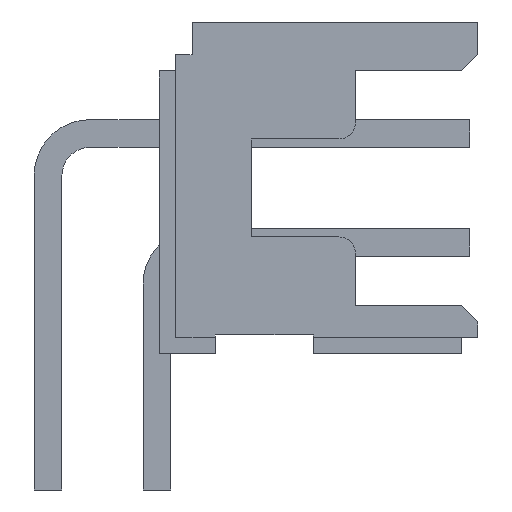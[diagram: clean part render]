
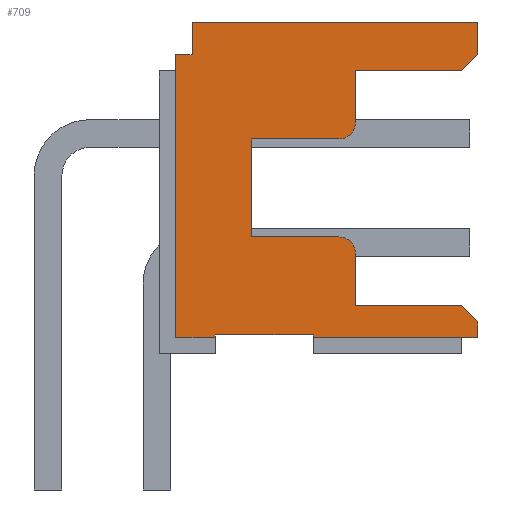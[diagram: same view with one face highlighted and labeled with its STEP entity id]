
A CAD part, left-side view. The second image highlights one B-rep face of the part: STEP entity #709.
In plain terms, the highlighted planar face has unit normal (-1, 0, 0).
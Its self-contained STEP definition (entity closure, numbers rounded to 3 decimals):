
#281 = VERTEX_POINT('',#282);
#282 = CARTESIAN_POINT('',(-4.,2.971,0.35));
#288 = EDGE_CURVE('',#289,#281,#291,.T.);
#289 = VERTEX_POINT('',#290);
#290 = CARTESIAN_POINT('',(-4.,2.971,0.3));
#291 = LINE('',#292,#293);
#292 = CARTESIAN_POINT('',(-4.,2.971,0.3));
#293 = VECTOR('',#294,1.);
#294 = DIRECTION('',(0.,0.,1.));
#435 = EDGE_CURVE('',#436,#289,#438,.T.);
#436 = VERTEX_POINT('',#437);
#437 = CARTESIAN_POINT('',(-4.,-0.049,0.3));
#438 = LINE('',#439,#440);
#439 = CARTESIAN_POINT('',(-4.,-0.049,0.3));
#440 = VECTOR('',#441,1.);
#441 = DIRECTION('',(0.,1.,0.));
#709 = ADVANCED_FACE('',(#710),#874,.T.);
#710 = FACE_BOUND('',#711,.F.);
#711 = EDGE_LOOP('',(#712,#713,#721,#729,#737,#745,#753,#761,#769,#777,
    #785,#793,#801,#810,#818,#826,#834,#843,#851,#859,#867,#873));
#712 = ORIENTED_EDGE('',*,*,#288,.T.);
#713 = ORIENTED_EDGE('',*,*,#714,.T.);
#714 = EDGE_CURVE('',#281,#715,#717,.T.);
#715 = VERTEX_POINT('',#716);
#716 = CARTESIAN_POINT('',(-4.,4.771,0.35));
#717 = LINE('',#718,#719);
#718 = CARTESIAN_POINT('',(-4.,2.971,0.35));
#719 = VECTOR('',#720,1.);
#720 = DIRECTION('',(0.,1.,0.));
#721 = ORIENTED_EDGE('',*,*,#722,.F.);
#722 = EDGE_CURVE('',#723,#715,#725,.T.);
#723 = VERTEX_POINT('',#724);
#724 = CARTESIAN_POINT('',(-4.,4.771,0.3));
#725 = LINE('',#726,#727);
#726 = CARTESIAN_POINT('',(-4.,4.771,0.3));
#727 = VECTOR('',#728,1.);
#728 = DIRECTION('',(0.,0.,1.));
#729 = ORIENTED_EDGE('',*,*,#730,.T.);
#730 = EDGE_CURVE('',#723,#731,#733,.T.);
#731 = VERTEX_POINT('',#732);
#732 = CARTESIAN_POINT('',(-4.,5.501,0.3));
#733 = LINE('',#734,#735);
#734 = CARTESIAN_POINT('',(-4.,4.771,0.3));
#735 = VECTOR('',#736,1.);
#736 = DIRECTION('',(0.,1.,0.));
#737 = ORIENTED_EDGE('',*,*,#738,.F.);
#738 = EDGE_CURVE('',#739,#731,#741,.T.);
#739 = VERTEX_POINT('',#740);
#740 = CARTESIAN_POINT('',(-4.,5.501,5.5));
#741 = LINE('',#742,#743);
#742 = CARTESIAN_POINT('',(-4.,5.501,5.5));
#743 = VECTOR('',#744,1.);
#744 = DIRECTION('',(0.,0.,-1.));
#745 = ORIENTED_EDGE('',*,*,#746,.F.);
#746 = EDGE_CURVE('',#747,#739,#749,.T.);
#747 = VERTEX_POINT('',#748);
#748 = CARTESIAN_POINT('',(-4.,5.201,5.5));
#749 = LINE('',#750,#751);
#750 = CARTESIAN_POINT('',(-4.,5.201,5.5));
#751 = VECTOR('',#752,1.);
#752 = DIRECTION('',(0.,1.,0.));
#753 = ORIENTED_EDGE('',*,*,#754,.F.);
#754 = EDGE_CURVE('',#755,#747,#757,.T.);
#755 = VERTEX_POINT('',#756);
#756 = CARTESIAN_POINT('',(-4.,5.201,6.1));
#757 = LINE('',#758,#759);
#758 = CARTESIAN_POINT('',(-4.,5.201,6.1));
#759 = VECTOR('',#760,1.);
#760 = DIRECTION('',(0.,0.,-1.));
#761 = ORIENTED_EDGE('',*,*,#762,.F.);
#762 = EDGE_CURVE('',#763,#755,#765,.T.);
#763 = VERTEX_POINT('',#764);
#764 = CARTESIAN_POINT('',(-4.,-0.049,6.1));
#765 = LINE('',#766,#767);
#766 = CARTESIAN_POINT('',(-4.,-0.049,6.1));
#767 = VECTOR('',#768,1.);
#768 = DIRECTION('',(0.,1.,0.));
#769 = ORIENTED_EDGE('',*,*,#770,.F.);
#770 = EDGE_CURVE('',#771,#763,#773,.T.);
#771 = VERTEX_POINT('',#772);
#772 = CARTESIAN_POINT('',(-4.,-0.049,5.51));
#773 = LINE('',#774,#775);
#774 = CARTESIAN_POINT('',(-4.,-0.049,5.51));
#775 = VECTOR('',#776,1.);
#776 = DIRECTION('',(0.,0.,1.));
#777 = ORIENTED_EDGE('',*,*,#778,.F.);
#778 = EDGE_CURVE('',#779,#771,#781,.T.);
#779 = VERTEX_POINT('',#780);
#780 = CARTESIAN_POINT('',(-4.,0.251,5.21));
#781 = LINE('',#782,#783);
#782 = CARTESIAN_POINT('',(-4.,0.251,5.21));
#783 = VECTOR('',#784,1.);
#784 = DIRECTION('',(0.,-0.707,0.707
    ));
#785 = ORIENTED_EDGE('',*,*,#786,.F.);
#786 = EDGE_CURVE('',#787,#779,#789,.T.);
#787 = VERTEX_POINT('',#788);
#788 = CARTESIAN_POINT('',(-4.,2.201,5.21));
#789 = LINE('',#790,#791);
#790 = CARTESIAN_POINT('',(-4.,2.201,5.21));
#791 = VECTOR('',#792,1.);
#792 = DIRECTION('',(0.,-1.,0.));
#793 = ORIENTED_EDGE('',*,*,#794,.F.);
#794 = EDGE_CURVE('',#795,#787,#797,.T.);
#795 = VERTEX_POINT('',#796);
#796 = CARTESIAN_POINT('',(-4.,2.201,4.25));
#797 = LINE('',#798,#799);
#798 = CARTESIAN_POINT('',(-4.,2.201,4.25));
#799 = VECTOR('',#800,1.);
#800 = DIRECTION('',(0.,0.,1.));
#801 = ORIENTED_EDGE('',*,*,#802,.F.);
#802 = EDGE_CURVE('',#803,#795,#805,.T.);
#803 = VERTEX_POINT('',#804);
#804 = CARTESIAN_POINT('',(-4.,2.501,3.95));
#805 = CIRCLE('',#806,0.3);
#806 = AXIS2_PLACEMENT_3D('',#807,#808,#809);
#807 = CARTESIAN_POINT('',(-4.,2.501,4.25));
#808 = DIRECTION('',(-1.,0.,0.));
#809 = DIRECTION('',(0.,0.,-1.));
#810 = ORIENTED_EDGE('',*,*,#811,.F.);
#811 = EDGE_CURVE('',#812,#803,#814,.T.);
#812 = VERTEX_POINT('',#813);
#813 = CARTESIAN_POINT('',(-4.,4.101,3.95));
#814 = LINE('',#815,#816);
#815 = CARTESIAN_POINT('',(-4.,4.101,3.95));
#816 = VECTOR('',#817,1.);
#817 = DIRECTION('',(0.,-1.,0.));
#818 = ORIENTED_EDGE('',*,*,#819,.F.);
#819 = EDGE_CURVE('',#820,#812,#822,.T.);
#820 = VERTEX_POINT('',#821);
#821 = CARTESIAN_POINT('',(-4.,4.101,2.15));
#822 = LINE('',#823,#824);
#823 = CARTESIAN_POINT('',(-4.,4.101,2.15));
#824 = VECTOR('',#825,1.);
#825 = DIRECTION('',(0.,0.,1.));
#826 = ORIENTED_EDGE('',*,*,#827,.F.);
#827 = EDGE_CURVE('',#828,#820,#830,.T.);
#828 = VERTEX_POINT('',#829);
#829 = CARTESIAN_POINT('',(-4.,2.501,2.15));
#830 = LINE('',#831,#832);
#831 = CARTESIAN_POINT('',(-4.,2.501,2.15));
#832 = VECTOR('',#833,1.);
#833 = DIRECTION('',(0.,1.,0.));
#834 = ORIENTED_EDGE('',*,*,#835,.F.);
#835 = EDGE_CURVE('',#836,#828,#838,.T.);
#836 = VERTEX_POINT('',#837);
#837 = CARTESIAN_POINT('',(-4.,2.201,1.85));
#838 = CIRCLE('',#839,0.3);
#839 = AXIS2_PLACEMENT_3D('',#840,#841,#842);
#840 = CARTESIAN_POINT('',(-4.,2.501,1.85));
#841 = DIRECTION('',(-1.,0.,0.));
#842 = DIRECTION('',(0.,-1.,0.));
#843 = ORIENTED_EDGE('',*,*,#844,.F.);
#844 = EDGE_CURVE('',#845,#836,#847,.T.);
#845 = VERTEX_POINT('',#846);
#846 = CARTESIAN_POINT('',(-4.,2.201,0.89));
#847 = LINE('',#848,#849);
#848 = CARTESIAN_POINT('',(-4.,2.201,0.89));
#849 = VECTOR('',#850,1.);
#850 = DIRECTION('',(0.,0.,1.));
#851 = ORIENTED_EDGE('',*,*,#852,.F.);
#852 = EDGE_CURVE('',#853,#845,#855,.T.);
#853 = VERTEX_POINT('',#854);
#854 = CARTESIAN_POINT('',(-4.,0.251,0.89));
#855 = LINE('',#856,#857);
#856 = CARTESIAN_POINT('',(-4.,0.251,0.89));
#857 = VECTOR('',#858,1.);
#858 = DIRECTION('',(0.,1.,0.));
#859 = ORIENTED_EDGE('',*,*,#860,.F.);
#860 = EDGE_CURVE('',#861,#853,#863,.T.);
#861 = VERTEX_POINT('',#862);
#862 = CARTESIAN_POINT('',(-4.,-0.049,0.59));
#863 = LINE('',#864,#865);
#864 = CARTESIAN_POINT('',(-4.,-0.049,0.59));
#865 = VECTOR('',#866,1.);
#866 = DIRECTION('',(0.,0.707,0.707)
  );
#867 = ORIENTED_EDGE('',*,*,#868,.F.);
#868 = EDGE_CURVE('',#436,#861,#869,.T.);
#869 = LINE('',#870,#871);
#870 = CARTESIAN_POINT('',(-4.,-0.049,0.3));
#871 = VECTOR('',#872,1.);
#872 = DIRECTION('',(0.,0.,1.));
#873 = ORIENTED_EDGE('',*,*,#435,.T.);
#874 = PLANE('',#875);
#875 = AXIS2_PLACEMENT_3D('',#876,#877,#878);
#876 = CARTESIAN_POINT('',(-4.,5.801,3.05));
#877 = DIRECTION('',(-1.,0.,0.));
#878 = DIRECTION('',(0.,0.,-1.));
